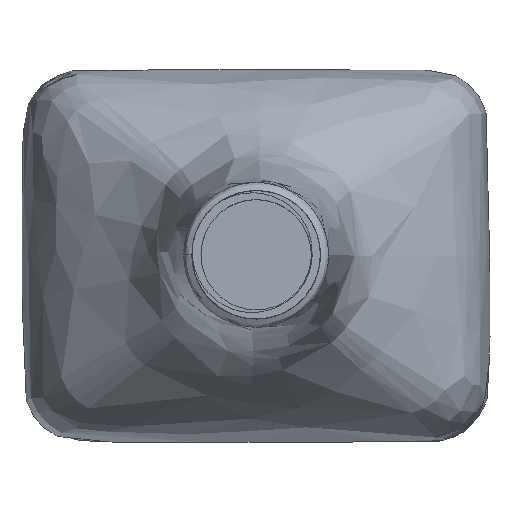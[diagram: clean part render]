
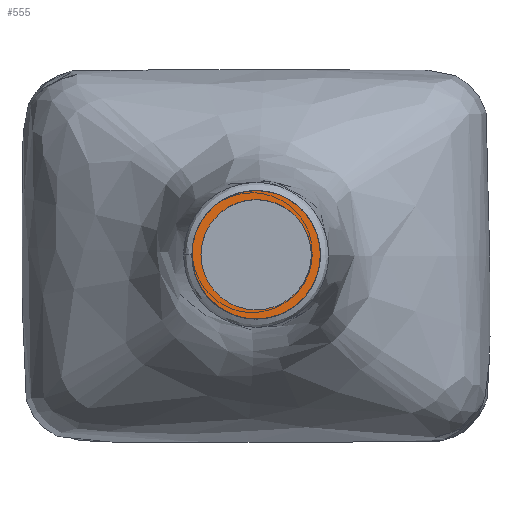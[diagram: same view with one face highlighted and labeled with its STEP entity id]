
A CAD part, top view. The second image highlights one B-rep face of the part: STEP entity #555.
In plain terms, the highlighted planar face has unit normal (0, 0, 1).
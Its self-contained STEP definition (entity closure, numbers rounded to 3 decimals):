
#20=FACE_BOUND('',#81,.T.);
#25=PLANE('',#599);
#55=FACE_OUTER_BOUND('',#80,.T.);
#80=EDGE_LOOP('',(#480));
#81=EDGE_LOOP('',(#481));
#87=CIRCLE('',#579,13.382);
#95=CIRCLE('',#595,11.5);
#195=VERTEX_POINT('',#1245);
#217=VERTEX_POINT('',#2596);
#267=EDGE_CURVE('',#195,#195,#87,.F.);
#303=EDGE_CURVE('',#217,#217,#95,.T.);
#480=ORIENTED_EDGE('',*,*,#267,.T.);
#481=ORIENTED_EDGE('',*,*,#303,.T.);
#555=ADVANCED_FACE('',(#55,#20),#25,.T.);
#579=AXIS2_PLACEMENT_3D('',#1246,#620,#621);
#595=AXIS2_PLACEMENT_3D('',#2598,#659,#660);
#599=AXIS2_PLACEMENT_3D('',#7656,#667,#668);
#620=DIRECTION('center_axis',(0.,0.,-1.));
#621=DIRECTION('ref_axis',(-1.,0.,0.));
#659=DIRECTION('center_axis',(0.,0.,-1.));
#660=DIRECTION('ref_axis',(-1.,0.,0.));
#667=DIRECTION('center_axis',(0.,0.,1.));
#668=DIRECTION('ref_axis',(-1.,0.,0.));
#1245=CARTESIAN_POINT('',(13.382,0.,253.));
#1246=CARTESIAN_POINT('Origin',(0.,0.,253.));
#2596=CARTESIAN_POINT('',(11.5,0.,253.));
#2598=CARTESIAN_POINT('Origin',(0.,0.,253.));
#7656=CARTESIAN_POINT('Origin',(0.,0.,253.));
